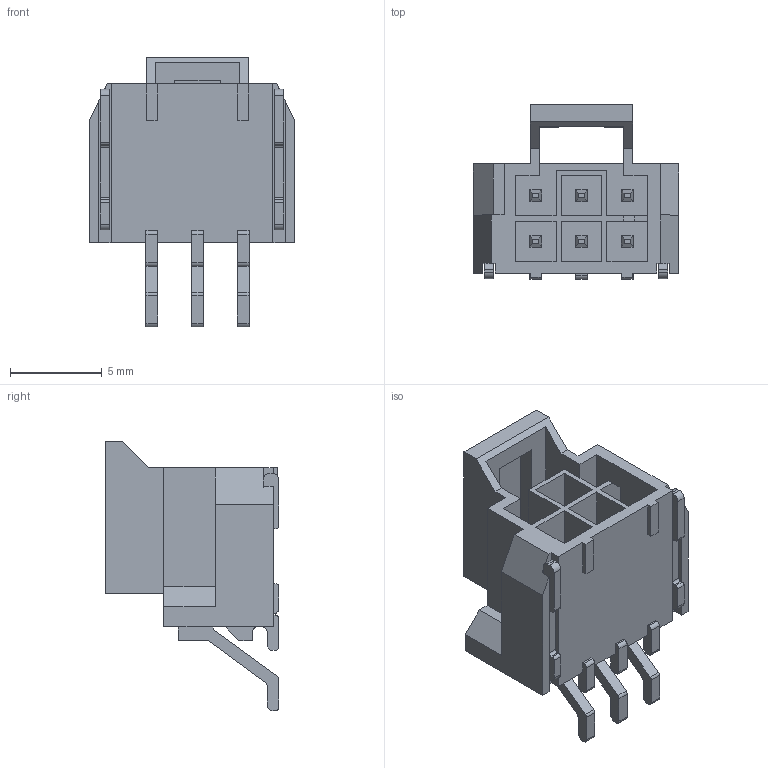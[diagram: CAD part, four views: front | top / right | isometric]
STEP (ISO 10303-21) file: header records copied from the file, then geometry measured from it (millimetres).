
FILE_DESCRIPTION(/* description */ (''),/* implementation_level */ '2;1');
FILE_NAME(/* name */ '1054051106 v3.step',/* time_stamp */ '2023-08-24T14:36:56-04:00',/* author */ (''),/* organization */ (''),/* preprocessor_version */ 'ST-DEVELOPER v20',/* originating_system */ 'Autodesk Translation Framework v12.9.0.99',/* authorisation */ '');
FILE_SCHEMA (('AUTOMOTIVE_DESIGN { 1 0 10303 214 3 1 1 }'));
Length unit declared in the file: millimetre
Products named in the file (1): 1054051106
Bounding box: 11.24 x 9.49 x 14.74 mm (x, y, z)
Volume: 413.7 mm3; surface area: 1089.1 mm2
Topology: 1 solids, 1 shells, 254 faces, 688 edges, 449 vertices
Faces by surface type: plane 219, cylinder 35
Entity records: 7985 total; most frequent: CARTESIAN_POINT 1392, ORIENTED_EDGE 1376, DIRECTION 1268, EDGE_CURVE 688, LINE 618, VECTOR 618, VERTEX_POINT 449, AXIS2_PLACEMENT_3D 325
